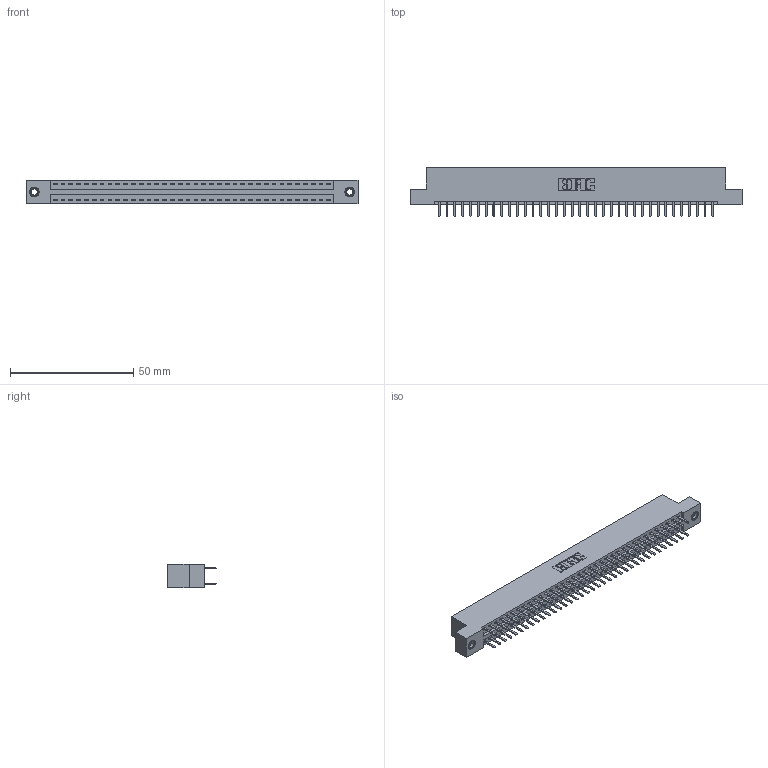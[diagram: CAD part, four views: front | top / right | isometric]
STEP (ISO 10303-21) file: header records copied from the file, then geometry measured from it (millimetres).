
FILE_DESCRIPTION (( 'STEP AP203' ), '1' );
FILE_NAME ('346-072-520-207.STEP', '2022-05-24T23:06:12', ( '' ), ( '' ), 'SwSTEP 2.0', 'SolidWorks 2020', '' );
FILE_SCHEMA (( 'CONFIG_CONTROL_DESIGN' ));
Length unit declared in the file: inch
Products named in the file (4): 345-292-001_345-293-120; 345-250-001_345-250-005-103; 346-072-520-207; 346 Part_Flush Mounting Lugs - 0.156 Dia-TI
Assembly tree (75 placements, depth 2):
  346-072-520-207
    346 Part_Flush Mounting Lugs - 0.156 Dia-TI
    345-292-001_345-293-120  x72
    345-250-001_345-250-005-103  x2
Bounding box: 134.87 x 20.02 x 9.4 mm (x, y, z)
Volume: 13060.1 mm3; surface area: 17817.3 mm2
Topology: 75 solids, 75 shells, 4214 faces, 12201 edges, 7934 vertices
Faces by surface type: plane 2772, cylinder 1426, cone 12, torus 4
Entity records: 25602 total; most frequent: CARTESIAN_POINT 4223, ORIENTED_EDGE 4138, DIRECTION 3787, EDGE_CURVE 2069, VECTOR 1769, LINE 1769, VERTEX_POINT 1372, AXIS2_PLACEMENT_3D 1009
